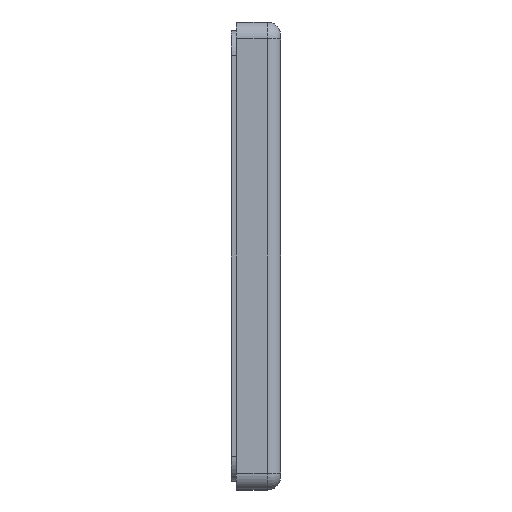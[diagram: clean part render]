
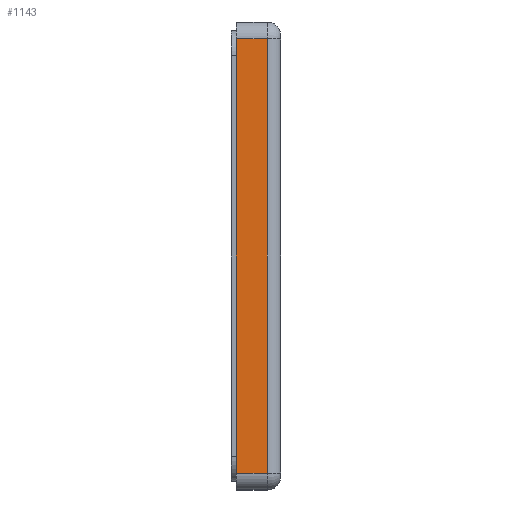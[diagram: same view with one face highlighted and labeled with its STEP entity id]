
A CAD part, left-side view. The second image highlights one B-rep face of the part: STEP entity #1143.
In plain terms, the highlighted planar face has unit normal (-1, 0, 0).
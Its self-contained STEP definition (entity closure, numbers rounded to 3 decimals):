
#68 = CARTESIAN_POINT ( 'NONE',  ( -401., 12., -107. ) ) ;
#161 = ORIENTED_EDGE ( 'NONE', *, *, #2725, .F. ) ;
#314 = LINE ( 'NONE', #3594, #2136 ) ;
#342 = AXIS2_PLACEMENT_3D ( 'NONE', #3620, #3956, #1744 ) ;
#557 = VECTOR ( 'NONE', #3357, 1000. ) ;
#637 = CARTESIAN_POINT ( 'NONE',  ( -401., 13.5, -4. ) ) ;
#1070 = EDGE_LOOP ( 'NONE', ( #4168, #1105, #4470, #161 ) ) ;
#1105 = ORIENTED_EDGE ( 'NONE', *, *, #2624, .T. ) ;
#1143 = ADVANCED_FACE ( 'NONE', ( #2343 ), #3203, .F. ) ;
#1182 = CARTESIAN_POINT ( 'NONE',  ( -401., 4.675, -107. ) ) ;
#1278 = CARTESIAN_POINT ( 'NONE',  ( -401., 4.675, -4. ) ) ;
#1429 = DIRECTION ( 'NONE',  ( 0., 1., 0. ) ) ;
#1519 = CARTESIAN_POINT ( 'NONE',  ( -401., 13.5, -107. ) ) ;
#1740 = VERTEX_POINT ( 'NONE', #2909 ) ;
#1744 = DIRECTION ( 'NONE',  ( 0., 0., -1. ) ) ;
#2136 = VECTOR ( 'NONE', #2826, 1000. ) ;
#2343 = FACE_OUTER_BOUND ( 'NONE', #1070, .T. ) ;
#2624 = EDGE_CURVE ( 'NONE', #3167, #1740, #3635, .T. ) ;
#2689 = VECTOR ( 'NONE', #1429, 1000. ) ;
#2725 = EDGE_CURVE ( 'NONE', #3034, #2992, #314, .T. ) ;
#2826 = DIRECTION ( 'NONE',  ( 0., 0., 1. ) ) ;
#2909 = CARTESIAN_POINT ( 'NONE',  ( -401., 4.675, -4. ) ) ;
#2992 = VERTEX_POINT ( 'NONE', #4449 ) ;
#3034 = VERTEX_POINT ( 'NONE', #68 ) ;
#3167 = VERTEX_POINT ( 'NONE', #1182 ) ;
#3203 = PLANE ( 'NONE',  #342 ) ;
#3357 = DIRECTION ( 'NONE',  ( 0., -1., 0. ) ) ;
#3372 = LINE ( 'NONE', #1519, #557 ) ;
#3594 = CARTESIAN_POINT ( 'NONE',  ( -401., 12., 0. ) ) ;
#3620 = CARTESIAN_POINT ( 'NONE',  ( -401., 13.5, 0. ) ) ;
#3628 = EDGE_CURVE ( 'NONE', #3034, #3167, #3372, .T. ) ;
#3635 = LINE ( 'NONE', #1278, #4235 ) ;
#3733 = EDGE_CURVE ( 'NONE', #1740, #2992, #4650, .T. ) ;
#3848 = DIRECTION ( 'NONE',  ( 0., 0., 1. ) ) ;
#3956 = DIRECTION ( 'NONE',  ( 1., 0., 0. ) ) ;
#4168 = ORIENTED_EDGE ( 'NONE', *, *, #3628, .T. ) ;
#4235 = VECTOR ( 'NONE', #3848, 1000. ) ;
#4449 = CARTESIAN_POINT ( 'NONE',  ( -401., 12., -4. ) ) ;
#4470 = ORIENTED_EDGE ( 'NONE', *, *, #3733, .T. ) ;
#4650 = LINE ( 'NONE', #637, #2689 ) ;
